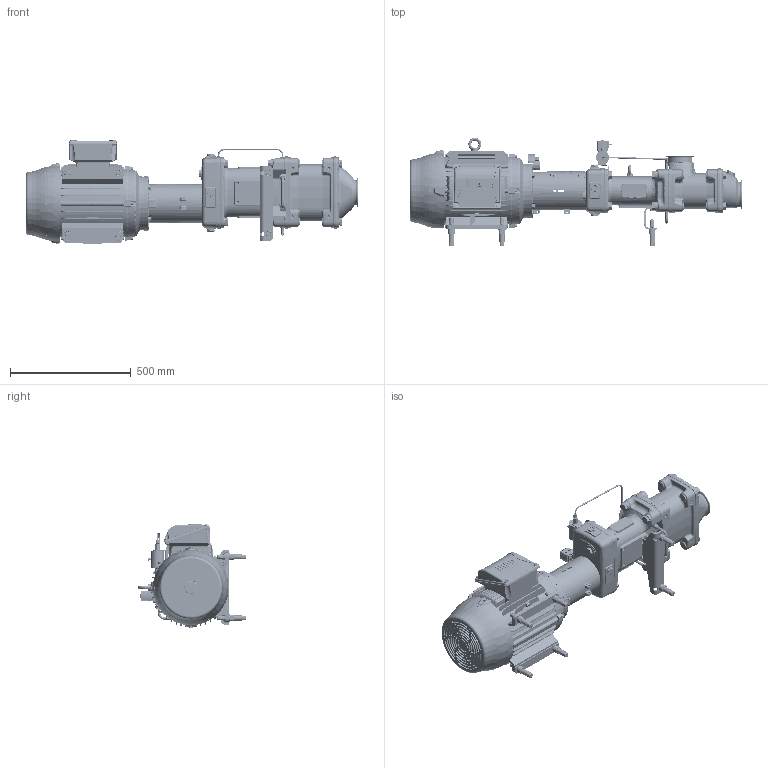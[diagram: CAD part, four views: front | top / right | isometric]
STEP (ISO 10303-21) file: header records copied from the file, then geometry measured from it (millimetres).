
FILE_DESCRIPTION (( 'STEP AP214' ), '1' );
FILE_NAME ('Twin Screw Pump VT130 on F2 with NEMA250 - 001949.STEP', '2025-06-01T14:36:26', ( '' ), ( '' ), 'SwSTEP 2.0', 'SolidWorks 2023', '' );
FILE_SCHEMA (( 'AUTOMOTIVE_DESIGN' ));
Length unit declared in the file: millimetre
Products named in the file (53): 001094_ISO 4017 - M20 X 45 - A2-70; 000363; 000092; 001266; 001187_Washer ISO 7089 - 10; 001541; 001487_17 mm; 001074; 001377; 001015; 001445; 001008; 001865_VT104-N250 Console-off; 001010; 001313_DIN 1587 - M5; 001487_6 mm; 001726; 000350_Stainless Steel; 001380; 001105_HBOLT 0.5000-13x1.75x1.25-N; 001075; 001012_ASME-BPE_DIN32676_4inch_OD101p6_port_up; 001073; 001473; 001328; 001009; 001485; 001133; 001381; 001011; 001275; 001307_ISO 4017 - M6 X 12 - A2-70; 001265; 000330; 001013; Teil1^001381; 001031_ISO 4017 - M10 X 25 - A2-70; 001104_ISO 10642 - M6 x 16 - 16N; 001379; 001014 ...
Assembly tree (88 placements, depth 5):
  Twin Screw Pump VT130 on F2 with NEMA250 - 001949
    001016
      001012_ASME-BPE_DIN32676_4inch_OD101p6_port_up
        001008
      001014
      001011
        001010
      001013
        001009
      001015
      000118  x2
      000092  x2
      000350_Stainless Steel
      000330
      001094_ISO 4017 - M20 X 45 - A2-70  x12
      001381
        001379
        001378
        000351  x2
        001380  x2
        Teil1^001381
        Teil4^001381
        001377
      000363
    001865_VT104-N250 Console-off
      001541
      001695_console_off
        001473
        001105_HBOLT 0.5000-13x1.75x1.25-N  x4
        001086_DIN 6912 - M16 X 35 - A2-70  x4
        001090_ISO 2338 - 8 h8 x 20 - A1  x2
        001727
          001726
          001328  x2
          001326  x2
          001313_DIN 1587 - M5  x2
      001133
        001076
          001073
          001074
        001075
        001104_ISO 10642 - M6 x 16 - 16N
        001307_ISO 4017 - M6 X 12 - A2-70
    001445
    001187_Washer ISO 7089 - 10  x2
    001031_ISO 4017 - M10 X 25 - A2-70  x2
    001487_17 mm  x4
      001275
      001264_ISO 4035 DIN439 - M12
      001485
      001266
      001265
    001487_6 mm  x2
      001275
      001264_ISO 4035 DIN439 - M12
      001485
      001266
      001265
Bounding box: 1377.35 x 449.75 x 434.2 mm (x, y, z)
Volume: 58269356.5 mm3; surface area: 3731836.4 mm2
Topology: 112 solids, 112 shells, 8803 faces, 21511 edges, 13091 vertices
Faces by surface type: plane 2873, cylinder 2320, bspline 1486, cone 1411, torus 691, sphere 22
Entity records: 320615 total; most frequent: CARTESIAN_POINT 157219, ORIENTED_EDGE 35836, DIRECTION 31023, EDGE_CURVE 17918, AXIS2_PLACEMENT_3D 11979, VERTEX_POINT 11056, EDGE_LOOP 7754, ADVANCED_FACE 7269
